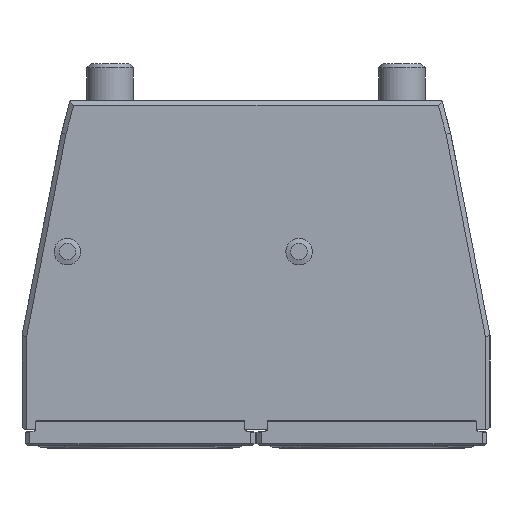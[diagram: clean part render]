
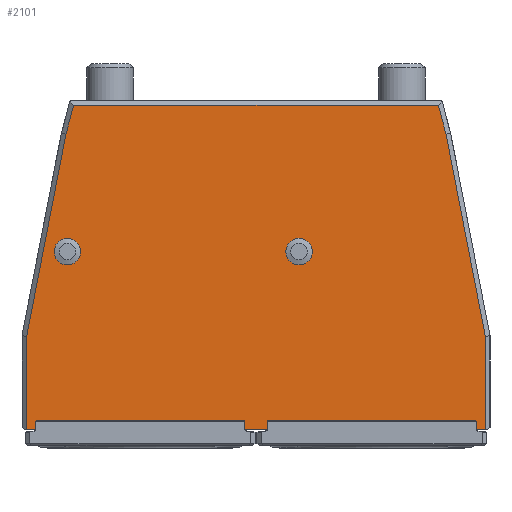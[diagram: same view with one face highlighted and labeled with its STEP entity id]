
A CAD part, left-side view. The second image highlights one B-rep face of the part: STEP entity #2101.
In plain terms, the highlighted planar face has unit normal (-1, 0, 0).
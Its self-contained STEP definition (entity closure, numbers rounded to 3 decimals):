
#262=LINE('',#11334,#987);
#356=LINE('',#11643,#1081);
#368=LINE('',#11682,#1093);
#376=LINE('',#11698,#1101);
#432=LINE('',#11806,#1157);
#433=LINE('',#11807,#1158);
#434=LINE('',#11809,#1159);
#435=LINE('',#11811,#1160);
#436=LINE('',#11815,#1161);
#437=LINE('',#11819,#1162);
#438=LINE('',#11821,#1163);
#439=LINE('',#11823,#1164);
#440=LINE('',#11825,#1165);
#441=LINE('',#11827,#1166);
#442=LINE('',#11831,#1167);
#443=LINE('',#11835,#1168);
#444=LINE('',#11837,#1169);
#445=LINE('',#11839,#1170);
#446=LINE('',#11841,#1171);
#447=LINE('',#11843,#1172);
#987=VECTOR('',#8394,1.);
#1081=VECTOR('',#8638,1.);
#1093=VECTOR('',#8662,1.);
#1101=VECTOR('',#8676,1.);
#1157=VECTOR('',#8766,1.);
#1158=VECTOR('',#8767,1.);
#1159=VECTOR('',#8768,1.);
#1160=VECTOR('',#8769,1.);
#1161=VECTOR('',#8772,1.);
#1162=VECTOR('',#8775,1.);
#1163=VECTOR('',#8776,1.);
#1164=VECTOR('',#8777,1.);
#1165=VECTOR('',#8778,1.);
#1166=VECTOR('',#8779,1.);
#1167=VECTOR('',#8782,1.);
#1168=VECTOR('',#8785,1.);
#1169=VECTOR('',#8786,1.);
#1170=VECTOR('',#8787,1.);
#1171=VECTOR('',#8788,1.);
#1172=VECTOR('',#8789,1.);
#1718=FACE_BOUND('',#3196,.T.);
#1719=FACE_BOUND('',#3197,.T.);
#1720=FACE_BOUND('',#3198,.T.);
#2101=ADVANCED_FACE('',(#1718,#1719,#1720),#2451,.T.);
#2451=PLANE('',#7532);
#3196=EDGE_LOOP('',(#4343,#4344,#4345,#4346,#4347,#4348,#4349,#4350,#4351,
#4352,#4353,#4354,#4355,#4356,#4357,#4358,#4359,#4360,#4361,#4362,#4363,
#4364,#4365,#4366));
#3197=EDGE_LOOP('',(#4367));
#3198=EDGE_LOOP('',(#4368));
#4343=ORIENTED_EDGE('',*,*,#6581,.T.);
#4344=ORIENTED_EDGE('',*,*,#6525,.T.);
#4345=ORIENTED_EDGE('',*,*,#6582,.T.);
#4346=ORIENTED_EDGE('',*,*,#6583,.T.);
#4347=ORIENTED_EDGE('',*,*,#6584,.F.);
#4348=ORIENTED_EDGE('',*,*,#6585,.T.);
#4349=ORIENTED_EDGE('',*,*,#6586,.F.);
#4350=ORIENTED_EDGE('',*,*,#6587,.T.);
#4351=ORIENTED_EDGE('',*,*,#6588,.T.);
#4352=ORIENTED_EDGE('',*,*,#6589,.T.);
#4353=ORIENTED_EDGE('',*,*,#6590,.T.);
#4354=ORIENTED_EDGE('',*,*,#6591,.T.);
#4355=ORIENTED_EDGE('',*,*,#6592,.F.);
#4356=ORIENTED_EDGE('',*,*,#6593,.T.);
#4357=ORIENTED_EDGE('',*,*,#6594,.F.);
#4358=ORIENTED_EDGE('',*,*,#6595,.T.);
#4359=ORIENTED_EDGE('',*,*,#6596,.T.);
#4360=ORIENTED_EDGE('',*,*,#6597,.T.);
#4361=ORIENTED_EDGE('',*,*,#6598,.T.);
#4362=ORIENTED_EDGE('',*,*,#6599,.T.);
#4363=ORIENTED_EDGE('',*,*,#6600,.T.);
#4364=ORIENTED_EDGE('',*,*,#6517,.T.);
#4365=ORIENTED_EDGE('',*,*,#6373,.T.);
#4366=ORIENTED_EDGE('',*,*,#6501,.T.);
#4367=ORIENTED_EDGE('',*,*,#6374,.F.);
#4368=ORIENTED_EDGE('',*,*,#6601,.F.);
#5642=VERTEX_POINT('',#11328);
#5645=VERTEX_POINT('',#11333);
#5646=VERTEX_POINT('',#11337);
#5721=VERTEX_POINT('',#11642);
#5733=VERTEX_POINT('',#11679);
#5738=VERTEX_POINT('',#11696);
#5740=VERTEX_POINT('',#11699);
#5775=VERTEX_POINT('',#11808);
#5776=VERTEX_POINT('',#11810);
#5777=VERTEX_POINT('',#11812);
#5778=VERTEX_POINT('',#11814);
#5779=VERTEX_POINT('',#11816);
#5780=VERTEX_POINT('',#11818);
#5781=VERTEX_POINT('',#11820);
#5782=VERTEX_POINT('',#11822);
#5783=VERTEX_POINT('',#11824);
#5784=VERTEX_POINT('',#11826);
#5785=VERTEX_POINT('',#11828);
#5786=VERTEX_POINT('',#11830);
#5787=VERTEX_POINT('',#11832);
#5788=VERTEX_POINT('',#11834);
#5789=VERTEX_POINT('',#11836);
#5790=VERTEX_POINT('',#11838);
#5791=VERTEX_POINT('',#11840);
#5792=VERTEX_POINT('',#11842);
#5793=VERTEX_POINT('',#11845);
#6373=EDGE_CURVE('',#5642,#5645,#262,.T.);
#6374=EDGE_CURVE('',#5646,#5646,#7087,.T.);
#6501=EDGE_CURVE('',#5645,#5721,#356,.T.);
#6517=EDGE_CURVE('',#5733,#5642,#368,.T.);
#6525=EDGE_CURVE('',#5740,#5738,#376,.T.);
#6581=EDGE_CURVE('',#5721,#5740,#432,.T.);
#6582=EDGE_CURVE('',#5738,#5775,#433,.T.);
#6583=EDGE_CURVE('',#5775,#5776,#434,.T.);
#6584=EDGE_CURVE('',#5777,#5776,#435,.T.);
#6585=EDGE_CURVE('',#5777,#5778,#7107,.T.);
#6586=EDGE_CURVE('',#5779,#5778,#436,.T.);
#6587=EDGE_CURVE('',#5779,#5780,#7108,.T.);
#6588=EDGE_CURVE('',#5780,#5781,#437,.T.);
#6589=EDGE_CURVE('',#5781,#5782,#438,.T.);
#6590=EDGE_CURVE('',#5782,#5783,#439,.T.);
#6591=EDGE_CURVE('',#5783,#5784,#440,.T.);
#6592=EDGE_CURVE('',#5785,#5784,#441,.T.);
#6593=EDGE_CURVE('',#5785,#5786,#7109,.T.);
#6594=EDGE_CURVE('',#5787,#5786,#442,.T.);
#6595=EDGE_CURVE('',#5787,#5788,#7110,.T.);
#6596=EDGE_CURVE('',#5788,#5789,#443,.T.);
#6597=EDGE_CURVE('',#5789,#5790,#444,.T.);
#6598=EDGE_CURVE('',#5790,#5791,#445,.T.);
#6599=EDGE_CURVE('',#5791,#5792,#446,.T.);
#6600=EDGE_CURVE('',#5792,#5733,#447,.T.);
#6601=EDGE_CURVE('',#5793,#5793,#7111,.T.);
#7087=CIRCLE('',#7427,2.85);
#7107=CIRCLE('',#7527,0.3);
#7108=CIRCLE('',#7528,0.3);
#7109=CIRCLE('',#7529,0.3);
#7110=CIRCLE('',#7530,0.3);
#7111=CIRCLE('',#7531,2.85);
#7427=AXIS2_PLACEMENT_3D('',#11336,#8397,#8398);
#7527=AXIS2_PLACEMENT_3D('',#11813,#8770,#8771);
#7528=AXIS2_PLACEMENT_3D('',#11817,#8773,#8774);
#7529=AXIS2_PLACEMENT_3D('',#11829,#8780,#8781);
#7530=AXIS2_PLACEMENT_3D('',#11833,#8783,#8784);
#7531=AXIS2_PLACEMENT_3D('',#11844,#8790,#8791);
#7532=AXIS2_PLACEMENT_3D('',#11846,#8792,#8793);
#8394=DIRECTION('',(0.,1.,0.));
#8397=DIRECTION('',(-1.,0.,0.));
#8398=DIRECTION('',(0.,0.,1.));
#8638=DIRECTION('',(0.,0.259,-0.966));
#8662=DIRECTION('',(0.,0.259,0.966));
#8676=DIRECTION('',(0.,0.,-1.));
#8766=DIRECTION('',(0.,0.191,-0.982));
#8767=DIRECTION('',(0.,-1.,0.));
#8768=DIRECTION('',(0.,-0.5,0.866));
#8769=DIRECTION('',(0.,0.,-1.));
#8770=DIRECTION('',(1.,0.,0.));
#8771=DIRECTION('',(0.,1.,0.));
#8772=DIRECTION('',(0.,1.,0.));
#8773=DIRECTION('',(1.,0.,0.));
#8774=DIRECTION('',(0.,1.,0.));
#8775=DIRECTION('',(0.,0.,-1.));
#8776=DIRECTION('',(0.,-0.5,-0.866));
#8777=DIRECTION('',(0.,-1.,0.));
#8778=DIRECTION('',(0.,-0.5,0.866));
#8779=DIRECTION('',(0.,0.,-1.));
#8780=DIRECTION('',(1.,0.,0.));
#8781=DIRECTION('',(0.,1.,0.));
#8782=DIRECTION('',(0.,1.,0.));
#8783=DIRECTION('',(1.,0.,0.));
#8784=DIRECTION('',(0.,1.,0.));
#8785=DIRECTION('',(0.,0.,-1.));
#8786=DIRECTION('',(0.,-0.5,-0.866));
#8787=DIRECTION('',(0.,-1.,0.));
#8788=DIRECTION('',(0.,0.,1.));
#8789=DIRECTION('',(0.,0.191,0.982));
#8790=DIRECTION('',(-1.,0.,0.));
#8791=DIRECTION('',(0.,0.,1.));
#8792=DIRECTION('',(-1.,0.,0.));
#8793=DIRECTION('',(0.,0.,-1.));
#11328=CARTESIAN_POINT('',(-44.5,-39.357,6.));
#11333=CARTESIAN_POINT('',(-44.5,39.357,6.));
#11334=CARTESIAN_POINT('',(-44.5,50.5,6.));
#11336=CARTESIAN_POINT('',(-44.5,-9.3,-25.55));
#11337=CARTESIAN_POINT('',(-44.5,-9.3,-22.7));
#11642=CARTESIAN_POINT('',(-44.5,41.025,-0.225));
#11643=CARTESIAN_POINT('',(-44.5,41.034,-0.259));
#11679=CARTESIAN_POINT('',(-44.5,-41.025,-0.225));
#11682=CARTESIAN_POINT('',(-44.5,-33.088,29.397));
#11696=CARTESIAN_POINT('',(-44.5,49.5,-64.));
#11698=CARTESIAN_POINT('',(-44.5,49.5,7.));
#11699=CARTESIAN_POINT('',(-44.5,49.5,-43.825));
#11806=CARTESIAN_POINT('',(-44.5,40.017,4.962));
#11807=CARTESIAN_POINT('',(-44.5,50.5,-64.));
#11808=CARTESIAN_POINT('',(-44.5,47.731,-64.));
#11809=CARTESIAN_POINT('',(-44.5,-22.3,57.298));
#11810=CARTESIAN_POINT('',(-44.5,47.5,-63.6));
#11811=CARTESIAN_POINT('',(-44.5,47.5,-62.));
#11812=CARTESIAN_POINT('',(-44.5,47.5,-62.3));
#11813=CARTESIAN_POINT('',(-44.5,47.2,-62.3));
#11814=CARTESIAN_POINT('',(-44.5,47.2,-62.));
#11815=CARTESIAN_POINT('',(-44.5,-2.5,-62.));
#11816=CARTESIAN_POINT('',(-44.5,2.8,-62.));
#11817=CARTESIAN_POINT('',(-44.5,2.8,-62.3));
#11818=CARTESIAN_POINT('',(-44.5,2.5,-62.3));
#11819=CARTESIAN_POINT('',(-44.5,2.5,-62.));
#11820=CARTESIAN_POINT('',(-44.5,2.5,-63.6));
#11821=CARTESIAN_POINT('',(-44.5,58.55,33.482));
#11822=CARTESIAN_POINT('',(-44.5,2.269,-64.));
#11823=CARTESIAN_POINT('',(-44.5,50.5,-64.));
#11824=CARTESIAN_POINT('',(-44.5,-2.269,-64.));
#11825=CARTESIAN_POINT('',(-44.5,-72.3,57.298));
#11826=CARTESIAN_POINT('',(-44.5,-2.5,-63.6));
#11827=CARTESIAN_POINT('',(-44.5,-2.5,-62.));
#11828=CARTESIAN_POINT('',(-44.5,-2.5,-62.3));
#11829=CARTESIAN_POINT('',(-44.5,-2.8,-62.3));
#11830=CARTESIAN_POINT('',(-44.5,-2.8,-62.));
#11831=CARTESIAN_POINT('',(-44.5,-52.5,-62.));
#11832=CARTESIAN_POINT('',(-44.5,-47.2,-62.));
#11833=CARTESIAN_POINT('',(-44.5,-47.2,-62.3));
#11834=CARTESIAN_POINT('',(-44.5,-47.5,-62.3));
#11835=CARTESIAN_POINT('',(-44.5,-47.5,-62.));
#11836=CARTESIAN_POINT('',(-44.5,-47.5,-63.6));
#11837=CARTESIAN_POINT('',(-44.5,8.55,33.482));
#11838=CARTESIAN_POINT('',(-44.5,-47.731,-64.));
#11839=CARTESIAN_POINT('',(-44.5,50.5,-64.));
#11840=CARTESIAN_POINT('',(-44.5,-49.5,-64.));
#11841=CARTESIAN_POINT('',(-44.5,-49.5,-43.729));
#11842=CARTESIAN_POINT('',(-44.5,-49.5,-43.825));
#11843=CARTESIAN_POINT('',(-44.5,-41.018,-0.191));
#11844=CARTESIAN_POINT('',(-44.5,40.7,-25.55));
#11845=CARTESIAN_POINT('',(-44.5,40.7,-22.7));
#11846=CARTESIAN_POINT('',(-44.5,50.5,7.));
